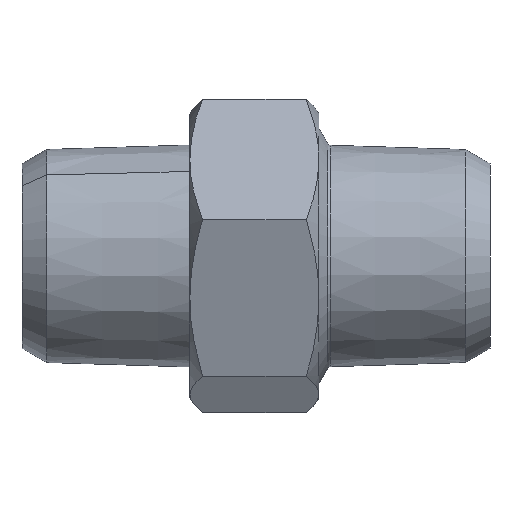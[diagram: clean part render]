
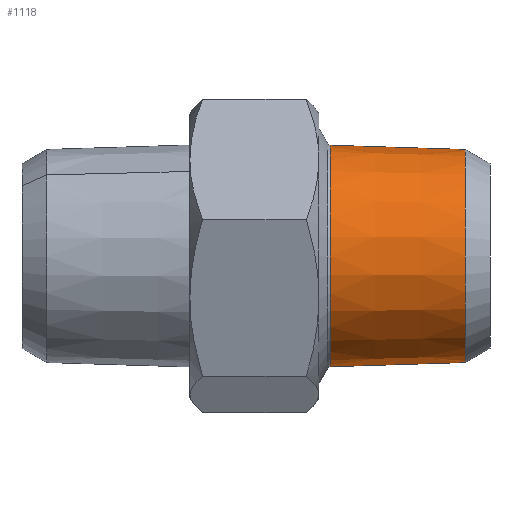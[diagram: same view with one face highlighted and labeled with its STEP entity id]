
A CAD part, left-side view. The second image highlights one B-rep face of the part: STEP entity #1118.
In plain terms, the highlighted conical face has half-angle 1.79 degrees and reference radius 8.25 mm.
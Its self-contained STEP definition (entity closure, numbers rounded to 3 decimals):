
#8 = CARTESIAN_POINT ( 'NONE',  ( 0., 12.361, 8.577 ) ) ;
#23 = AXIS2_PLACEMENT_3D ( 'NONE', #1049, #1191, #1184 ) ;
#134 = EDGE_CURVE ( 'NONE', #911, #1066, #813, .T. ) ;
#169 = VERTEX_POINT ( 'NONE', #1234 ) ;
#227 = FACE_OUTER_BOUND ( 'NONE', #2421, .T. ) ;
#282 = ORIENTED_EDGE ( 'NONE', *, *, #1364, .T. ) ;
#428 = ORIENTED_EDGE ( 'NONE', *, *, #1904, .F. ) ;
#511 = AXIS2_PLACEMENT_3D ( 'NONE', #2885, #1006, #1926 ) ;
#682 = CARTESIAN_POINT ( 'NONE',  ( 0., 1.905, -8.25 ) ) ;
#813 = LINE ( 'NONE', #682, #873 ) ;
#815 = LINE ( 'NONE', #3092, #1163 ) ;
#873 = VECTOR ( 'NONE', #1444, 1000. ) ;
#911 = VERTEX_POINT ( 'NONE', #2480 ) ;
#968 = VERTEX_POINT ( 'NONE', #8 ) ;
#1006 = DIRECTION ( 'NONE',  ( 0., -1., 0. ) ) ;
#1049 = CARTESIAN_POINT ( 'NONE',  ( 0., 1.905, 0. ) ) ;
#1066 = VERTEX_POINT ( 'NONE', #1815 ) ;
#1118 = ADVANCED_FACE ( 'NONE', ( #227 ), #1577, .T. ) ;
#1163 = VECTOR ( 'NONE', #1291, 1000. ) ;
#1184 = DIRECTION ( 'NONE',  ( 0., 0., -1. ) ) ;
#1191 = DIRECTION ( 'NONE',  ( 0., -1., 0. ) ) ;
#1208 = DIRECTION ( 'NONE',  ( 0., 0., 1. ) ) ;
#1234 = CARTESIAN_POINT ( 'NONE',  ( 0., 1.905, 8.25 ) ) ;
#1291 = DIRECTION ( 'NONE',  ( 0., 1., 0.031 ) ) ;
#1303 = ORIENTED_EDGE ( 'NONE', *, *, #1492, .T. ) ;
#1364 = EDGE_CURVE ( 'NONE', #968, #1066, #3002, .T. ) ;
#1444 = DIRECTION ( 'NONE',  ( 0., 1., -0.031 ) ) ;
#1492 = EDGE_CURVE ( 'NONE', #169, #968, #815, .T. ) ;
#1577 = CONICAL_SURFACE ( 'NONE', #2556, 8.25, 0.031 ) ;
#1599 = ORIENTED_EDGE ( 'NONE', *, *, #134, .F. ) ;
#1815 = CARTESIAN_POINT ( 'NONE',  ( 0., 12.361, -8.577 ) ) ;
#1904 = EDGE_CURVE ( 'NONE', #169, #911, #2634, .T. ) ;
#1926 = DIRECTION ( 'NONE',  ( 0., 0., -1. ) ) ;
#2188 = CARTESIAN_POINT ( 'NONE',  ( 0., 1.905, 0. ) ) ;
#2194 = DIRECTION ( 'NONE',  ( 0., 1., 0. ) ) ;
#2421 = EDGE_LOOP ( 'NONE', ( #1599, #428, #1303, #282 ) ) ;
#2480 = CARTESIAN_POINT ( 'NONE',  ( 0., 1.905, -8.25 ) ) ;
#2556 = AXIS2_PLACEMENT_3D ( 'NONE', #2188, #2194, #1208 ) ;
#2634 = CIRCLE ( 'NONE', #23, 8.25 ) ;
#2885 = CARTESIAN_POINT ( 'NONE',  ( 0., 12.361, 0. ) ) ;
#3002 = CIRCLE ( 'NONE', #511, 8.577 ) ;
#3092 = CARTESIAN_POINT ( 'NONE',  ( 0., 1.905, 8.25 ) ) ;
